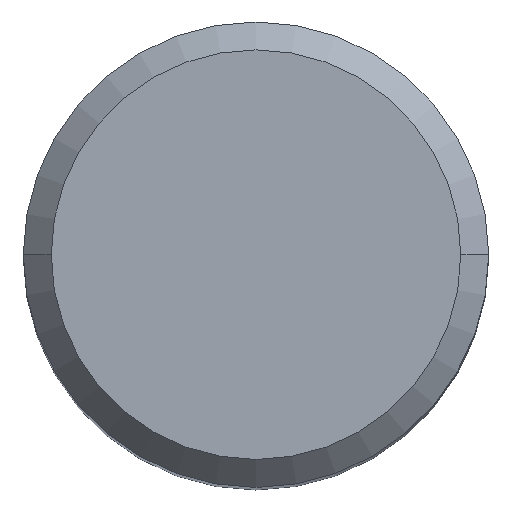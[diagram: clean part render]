
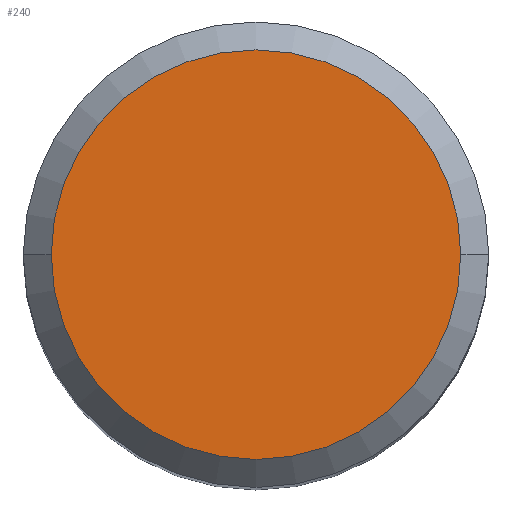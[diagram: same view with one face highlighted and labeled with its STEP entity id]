
A CAD part, top view. The second image highlights one B-rep face of the part: STEP entity #240.
In plain terms, the highlighted planar face has unit normal (0, 0, 1).
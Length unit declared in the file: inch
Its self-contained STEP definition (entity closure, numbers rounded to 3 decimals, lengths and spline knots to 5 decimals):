
#7 = VERTEX_POINT ( 'NONE', #215 ) ;
#31 = DIRECTION ( 'NONE',  ( 1., 0., 0. ) ) ;
#61 = AXIS2_PLACEMENT_3D ( 'NONE', #313, #392, #31 ) ;
#73 = EDGE_LOOP ( 'NONE', ( #442, #260 ) ) ;
#77 = CARTESIAN_POINT ( 'NONE',  ( 0., 0.11, 0. ) ) ;
#146 = FACE_OUTER_BOUND ( 'NONE', #73, .T. ) ;
#161 = DIRECTION ( 'NONE',  ( 0., 0., 1. ) ) ;
#162 = EDGE_CURVE ( 'NONE', #445, #7, #201, .T. ) ;
#201 = CIRCLE ( 'NONE', #366, 0.11 ) ;
#215 = CARTESIAN_POINT ( 'NONE',  ( -0.11, 0., 0. ) ) ;
#240 = ADVANCED_FACE ( 'NONE', ( #146 ), #251, .F. ) ;
#243 = CARTESIAN_POINT ( 'NONE',  ( 0.11, 0., 0. ) ) ;
#251 = PLANE ( 'NONE',  #372 ) ;
#260 = ORIENTED_EDGE ( 'NONE', *, *, #162, .T. ) ;
#276 = CIRCLE ( 'NONE', #61, 0.11 ) ;
#308 = CARTESIAN_POINT ( 'NONE',  ( 0., 0., 0. ) ) ;
#313 = CARTESIAN_POINT ( 'NONE',  ( 0., 0., 0. ) ) ;
#324 = EDGE_CURVE ( 'NONE', #7, #445, #276, .T. ) ;
#338 = DIRECTION ( 'NONE',  ( 1., 0., 0. ) ) ;
#357 = DIRECTION ( 'NONE',  ( 0., 0., -1. ) ) ;
#366 = AXIS2_PLACEMENT_3D ( 'NONE', #308, #161, #338 ) ;
#372 = AXIS2_PLACEMENT_3D ( 'NONE', #77, #357, #463 ) ;
#392 = DIRECTION ( 'NONE',  ( 0., 0., 1. ) ) ;
#442 = ORIENTED_EDGE ( 'NONE', *, *, #324, .T. ) ;
#445 = VERTEX_POINT ( 'NONE', #243 ) ;
#463 = DIRECTION ( 'NONE',  ( -1., 0., 0. ) ) ;
